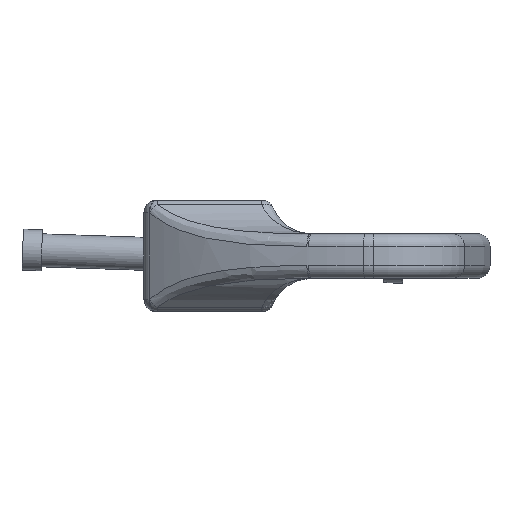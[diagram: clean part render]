
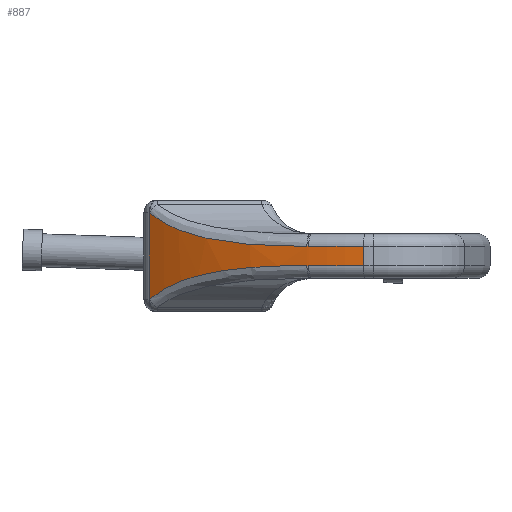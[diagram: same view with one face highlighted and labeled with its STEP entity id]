
A CAD part, left-side view. The second image highlights one B-rep face of the part: STEP entity #887.
In plain terms, the highlighted cylindrical face has radius 70 mm (diameter 140 mm), a partial arc.
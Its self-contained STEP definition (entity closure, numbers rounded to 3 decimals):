
#382 = VERTEX_POINT ( 'NONE', #2513 ) ;
#505 = VERTEX_POINT ( 'NONE', #2889 ) ;
#777 = EDGE_CURVE ( 'NONE', #846, #841, #3333, .T. ) ;
#791 = ORIENTED_EDGE ( 'NONE', *, *, #777, .T. ) ;
#841 = VERTEX_POINT ( 'NONE', #3618 ) ;
#842 = EDGE_CURVE ( 'NONE', #879, #874, #3518, .T. ) ;
#843 = ORIENTED_EDGE ( 'NONE', *, *, #875, .T. ) ;
#846 = VERTEX_POINT ( 'NONE', #3512 ) ;
#849 = EDGE_LOOP ( 'NONE', ( #905, #850, #843, #868, #904, #876, #869, #873, #896, #791 ) ) ;
#850 = ORIENTED_EDGE ( 'NONE', *, *, #842, .T. ) ;
#868 = ORIENTED_EDGE ( 'NONE', *, *, #891, .T. ) ;
#869 = ORIENTED_EDGE ( 'NONE', *, *, #888, .T. ) ;
#870 = EDGE_CURVE ( 'NONE', #889, #505, #3589, .T. ) ;
#873 = ORIENTED_EDGE ( 'NONE', *, *, #870, .T. ) ;
#874 = VERTEX_POINT ( 'NONE', #3537 ) ;
#875 = EDGE_CURVE ( 'NONE', #874, #382, #3572, .T. ) ;
#876 = ORIENTED_EDGE ( 'NONE', *, *, #899, .F. ) ;
#879 = VERTEX_POINT ( 'NONE', #3570 ) ;
#887 = ADVANCED_FACE ( 'NONE', ( #3460 ), #3643, .T. ) ;
#888 = EDGE_CURVE ( 'NONE', #900, #889, #3709, .T. ) ;
#889 = VERTEX_POINT ( 'NONE', #3710 ) ;
#891 = EDGE_CURVE ( 'NONE', #382, #892, #3728, .T. ) ;
#892 = VERTEX_POINT ( 'NONE', #3729 ) ;
#896 = ORIENTED_EDGE ( 'NONE', *, *, #897, .T. ) ;
#897 = EDGE_CURVE ( 'NONE', #505, #846, #3651, .T. ) ;
#899 = EDGE_CURVE ( 'NONE', #900, #903, #3650, .T. ) ;
#900 = VERTEX_POINT ( 'NONE', #3698 ) ;
#902 = EDGE_CURVE ( 'NONE', #892, #903, #3659, .T. ) ;
#903 = VERTEX_POINT ( 'NONE', #3759 ) ;
#904 = ORIENTED_EDGE ( 'NONE', *, *, #902, .T. ) ;
#905 = ORIENTED_EDGE ( 'NONE', *, *, #906, .T. ) ;
#906 = EDGE_CURVE ( 'NONE', #841, #879, #3758, .T. ) ;
#2513 = CARTESIAN_POINT ( 'NONE',  ( -37.169, 9.843, -1.504 ) ) ;
#2889 = CARTESIAN_POINT ( 'NONE',  ( -37.169, 9.843, 1.504 ) ) ;
#3329 = DIRECTION ( 'NONE',  ( 0., -1., 0. ) ) ;
#3330 = DIRECTION ( 'NONE',  ( 0., 0., -1. ) ) ;
#3331 = CARTESIAN_POINT ( 'NONE',  ( 30.964, -6.213, 6.8 ) ) ;
#3332 = AXIS2_PLACEMENT_3D ( 'NONE', #3331, #3330, #3329 ) ;
#3333 = CIRCLE ( 'NONE', #3332, 70. ) ;
#3460 = FACE_OUTER_BOUND ( 'NONE', #849, .T. ) ;
#3482 = CARTESIAN_POINT ( 'NONE',  ( -37.169, 9.843, -1.504 ) ) ;
#3483 = CARTESIAN_POINT ( 'NONE',  ( -36.627, 12.145, -1.517 ) ) ;
#3484 = CARTESIAN_POINT ( 'NONE',  ( -35.967, 14.421, -1.56 ) ) ;
#3485 = CARTESIAN_POINT ( 'NONE',  ( -34.433, 18.861, -1.793 ) ) ;
#3486 = CARTESIAN_POINT ( 'NONE',  ( -33.559, 21.03, -1.981 ) ) ;
#3487 = CARTESIAN_POINT ( 'NONE',  ( -32.095, 24.199, -2.474 ) ) ;
#3488 = CARTESIAN_POINT ( 'NONE',  ( -31.582, 25.241, -2.673 ) ) ;
#3489 = CARTESIAN_POINT ( 'NONE',  ( -30.775, 26.782, -3.045 ) ) ;
#3490 = CARTESIAN_POINT ( 'NONE',  ( -30.5, 27.29, -3.181 ) ) ;
#3491 = CARTESIAN_POINT ( 'NONE',  ( -29.945, 28.289, -3.478 ) ) ;
#3492 = CARTESIAN_POINT ( 'NONE',  ( -29.664, 28.78, -3.64 ) ) ;
#3493 = CARTESIAN_POINT ( 'NONE',  ( -28.812, 30.229, -4.168 ) ) ;
#3512 = CARTESIAN_POINT ( 'NONE',  ( -25.895, 34.616, 6.8 ) ) ;
#3514 = DIRECTION ( 'NONE',  ( 0., 1., 0. ) ) ;
#3515 = DIRECTION ( 'NONE',  ( 0., 0., 1. ) ) ;
#3516 = CARTESIAN_POINT ( 'NONE',  ( 30.964, -6.213, -6.8 ) ) ;
#3517 = AXIS2_PLACEMENT_3D ( 'NONE', #3516, #3515, #3514 ) ;
#3518 = CIRCLE ( 'NONE', #3517, 70. ) ;
#3537 = CARTESIAN_POINT ( 'NONE',  ( -25.895, 34.616, -6.8 ) ) ;
#3540 = CARTESIAN_POINT ( 'NONE',  ( -37.169, 9.843, 1.504 ) ) ;
#3541 = CARTESIAN_POINT ( 'NONE',  ( -37.191, 9.75, 1.501 ) ) ;
#3542 = CARTESIAN_POINT ( 'NONE',  ( -37.213, 9.656, 1.5 ) ) ;
#3563 = CARTESIAN_POINT ( 'NONE',  ( -28.233, 31.162, -4.579 ) ) ;
#3564 = CARTESIAN_POINT ( 'NONE',  ( -27.356, 32.504, -5.313 ) ) ;
#3565 = CARTESIAN_POINT ( 'NONE',  ( -27.063, 32.942, -5.577 ) ) ;
#3566 = CARTESIAN_POINT ( 'NONE',  ( -26.477, 33.797, -6.152 ) ) ;
#3567 = CARTESIAN_POINT ( 'NONE',  ( -26.183, 34.216, -6.464 ) ) ;
#3570 = CARTESIAN_POINT ( 'NONE',  ( -25.858, 34.668, -6.8 ) ) ;
#3571 = CARTESIAN_POINT ( 'NONE',  ( -25.895, 34.616, -6.8 ) ) ;
#3572 = B_SPLINE_CURVE_WITH_KNOTS ( 'NONE', 3,
 ( #3571, #3567, #3566, #3565, #3564, #3563, #3493, #3492, #3491, #3490, #3489, #3488, #3487, #3486, #3485, #3484, #3483, #3482 ),
 .UNSPECIFIED., .F., .F.,
 ( 4, 2, 2, 2, 2, 2, 2, 2, 4 ),
 ( 0.001, 0.003, 0.005, 0.009, 0.01, 0.012, 0.016, 0.023, 0.03 ),
 .UNSPECIFIED. ) ;
#3588 = CARTESIAN_POINT ( 'NONE',  ( -37.235, 9.562, 1.5 ) ) ;
#3589 = B_SPLINE_CURVE_WITH_KNOTS ( 'NONE', 3,
 ( #3588, #3542, #3541, #3540 ),
 .UNSPECIFIED., .F., .F.,
 ( 4, 4 ),
 ( 0., 0. ),
 .UNSPECIFIED. ) ;
#3618 = CARTESIAN_POINT ( 'NONE',  ( -25.858, 34.668, 6.8 ) ) ;
#3643 = CYLINDRICAL_SURFACE ( 'NONE', #3666, 70. ) ;
#3647 = AXIS2_PLACEMENT_3D ( 'NONE', #3664, #3761, #3760 ) ;
#3650 = LINE ( 'NONE', #3805, #3804 ) ;
#3651 = B_SPLINE_CURVE_WITH_KNOTS ( 'NONE', 3,
 ( #3697, #3764, #3763, #3762, #3782, #3781, #3780, #3779, #3787, #3786, #3785, #3784, #3783, #3808, #3807, #3806 ),
 .UNSPECIFIED., .F., .F.,
 ( 4, 2, 2, 2, 2, 2, 2, 4 ),
 ( 0., 0.007, 0.014, 0.018, 0.021, 0.025, 0.027, 0.028 ),
 .UNSPECIFIED. ) ;
#3652 = AXIS2_PLACEMENT_3D ( 'NONE', #3754, #3767, #3766 ) ;
#3659 = CIRCLE ( 'NONE', #3647, 70. ) ;
#3664 = CARTESIAN_POINT ( 'NONE',  ( 30.964, -6.213, -1.5 ) ) ;
#3665 = CARTESIAN_POINT ( 'NONE',  ( 30.964, -6.213, 3.5 ) ) ;
#3666 = AXIS2_PLACEMENT_3D ( 'NONE', #3665, #3789, #3788 ) ;
#3697 = CARTESIAN_POINT ( 'NONE',  ( -37.169, 9.843, 1.504 ) ) ;
#3698 = CARTESIAN_POINT ( 'NONE',  ( -38.672, 0.912, 1.5 ) ) ;
#3709 = CIRCLE ( 'NONE', #3652, 70. ) ;
#3710 = CARTESIAN_POINT ( 'NONE',  ( -37.235, 9.562, 1.5 ) ) ;
#3728 = B_SPLINE_CURVE_WITH_KNOTS ( 'NONE', 3,
 ( #3765, #3802, #3801, #3800 ),
 .UNSPECIFIED., .F., .F.,
 ( 4, 4 ),
 ( 0., 0. ),
 .UNSPECIFIED. ) ;
#3729 = CARTESIAN_POINT ( 'NONE',  ( -37.235, 9.562, -1.5 ) ) ;
#3754 = CARTESIAN_POINT ( 'NONE',  ( 30.964, -6.213, 1.5 ) ) ;
#3755 = DIRECTION ( 'NONE',  ( 0., 0., -1. ) ) ;
#3756 = VECTOR ( 'NONE', #3755, 1000. ) ;
#3757 = CARTESIAN_POINT ( 'NONE',  ( -25.858, 34.668, 3.5 ) ) ;
#3758 = LINE ( 'NONE', #3757, #3756 ) ;
#3759 = CARTESIAN_POINT ( 'NONE',  ( -38.672, 0.912, -1.5 ) ) ;
#3760 = DIRECTION ( 'NONE',  ( -1., 0., 0. ) ) ;
#3761 = DIRECTION ( 'NONE',  ( 0., 0., 1. ) ) ;
#3762 = CARTESIAN_POINT ( 'NONE',  ( -34.433, 18.86, 1.793 ) ) ;
#3763 = CARTESIAN_POINT ( 'NONE',  ( -35.967, 14.421, 1.56 ) ) ;
#3764 = CARTESIAN_POINT ( 'NONE',  ( -36.627, 12.145, 1.517 ) ) ;
#3765 = CARTESIAN_POINT ( 'NONE',  ( -37.169, 9.843, -1.504 ) ) ;
#3766 = DIRECTION ( 'NONE',  ( -1., 0., 0. ) ) ;
#3767 = DIRECTION ( 'NONE',  ( 0., 0., -1. ) ) ;
#3779 = CARTESIAN_POINT ( 'NONE',  ( -30.506, 27.295, 3.169 ) ) ;
#3780 = CARTESIAN_POINT ( 'NONE',  ( -31.582, 25.241, 2.673 ) ) ;
#3781 = CARTESIAN_POINT ( 'NONE',  ( -32.095, 24.198, 2.473 ) ) ;
#3782 = CARTESIAN_POINT ( 'NONE',  ( -33.559, 21.029, 1.981 ) ) ;
#3783 = CARTESIAN_POINT ( 'NONE',  ( -27.063, 32.942, 5.577 ) ) ;
#3784 = CARTESIAN_POINT ( 'NONE',  ( -27.356, 32.504, 5.312 ) ) ;
#3785 = CARTESIAN_POINT ( 'NONE',  ( -28.233, 31.161, 4.579 ) ) ;
#3786 = CARTESIAN_POINT ( 'NONE',  ( -28.813, 30.229, 4.168 ) ) ;
#3787 = CARTESIAN_POINT ( 'NONE',  ( -29.948, 28.297, 3.463 ) ) ;
#3788 = DIRECTION ( 'NONE',  ( -1., 0., 0. ) ) ;
#3789 = DIRECTION ( 'NONE',  ( 0., 0., -1. ) ) ;
#3800 = CARTESIAN_POINT ( 'NONE',  ( -37.235, 9.562, -1.5 ) ) ;
#3801 = CARTESIAN_POINT ( 'NONE',  ( -37.213, 9.656, -1.5 ) ) ;
#3802 = CARTESIAN_POINT ( 'NONE',  ( -37.191, 9.75, -1.501 ) ) ;
#3803 = DIRECTION ( 'NONE',  ( 0., 0., -1. ) ) ;
#3804 = VECTOR ( 'NONE', #3803, 1000. ) ;
#3805 = CARTESIAN_POINT ( 'NONE',  ( -38.672, 0.912, 3.5 ) ) ;
#3806 = CARTESIAN_POINT ( 'NONE',  ( -25.895, 34.616, 6.8 ) ) ;
#3807 = CARTESIAN_POINT ( 'NONE',  ( -26.183, 34.216, 6.464 ) ) ;
#3808 = CARTESIAN_POINT ( 'NONE',  ( -26.477, 33.797, 6.152 ) ) ;
